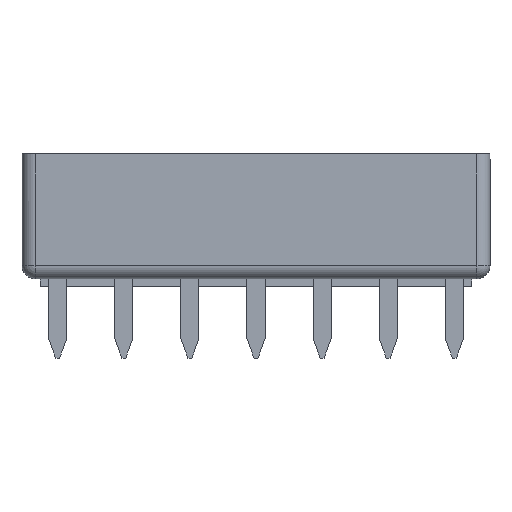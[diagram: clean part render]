
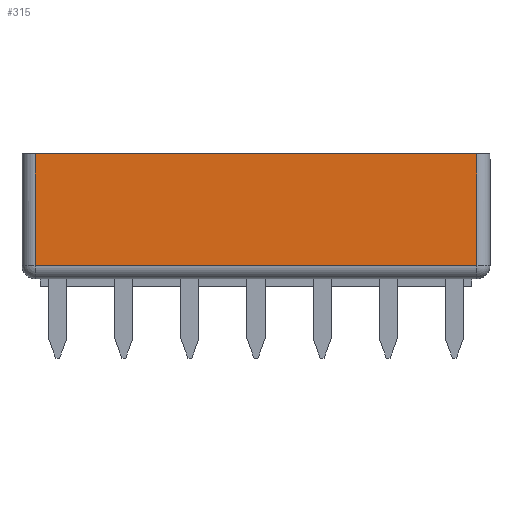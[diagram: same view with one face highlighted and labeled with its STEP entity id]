
A CAD part, front view. The second image highlights one B-rep face of the part: STEP entity #315.
In plain terms, the highlighted planar face has unit normal (0, -1, 0).
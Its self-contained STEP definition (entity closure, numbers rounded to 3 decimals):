
#315=ADVANCED_FACE('',(#7990),#7992,.T.);
#7990=FACE_BOUND('',#7991,.T.);
#7991=EDGE_LOOP('',(#14056,#14057,#14058,#14059));
#7992=PLANE('',#7993);
#7993=AXIS2_PLACEMENT_3D('',#7994,#7995,#7996);
#7994=CARTESIAN_POINT('',(16.61,-1.19,0.3));
#7995=DIRECTION('',(0.,-1.,0.));
#7996=DIRECTION('',(0.,0.,1.));
#14056=ORIENTED_EDGE('',*,*,#17825,.T.);
#14057=ORIENTED_EDGE('',*,*,#17826,.T.);
#14058=ORIENTED_EDGE('',*,*,#17827,.F.);
#14059=ORIENTED_EDGE('',*,*,#17828,.F.);
#17825=EDGE_CURVE('',#19846,#19847,#19848,.T.);
#17826=EDGE_CURVE('',#19847,#19849,#19850,.T.);
#17827=EDGE_CURVE('',#19851,#19849,#19852,.T.);
#17828=EDGE_CURVE('',#19846,#19851,#19853,.T.);
#19846=VERTEX_POINT('',#23114);
#19847=VERTEX_POINT('',#23115);
#19848=LINE('',#23116,#23117);
#19849=VERTEX_POINT('',#23119);
#19850=LINE('',#23120,#23121);
#19851=VERTEX_POINT('',#23123);
#19852=LINE('',#23124,#23125);
#19853=LINE('',#23127,#23128);
#23114=CARTESIAN_POINT('',(16.11,-1.19,0.8));
#23115=CARTESIAN_POINT('',(16.11,-1.19,5.1));
#23116=CARTESIAN_POINT('',(16.11,-1.19,0.8));
#23117=VECTOR('',#23118,1.);
#23118=DIRECTION('',(0.,0.,1.));
#23119=CARTESIAN_POINT('',(-0.87,-1.19,5.1));
#23120=CARTESIAN_POINT('',(16.11,-1.19,5.1));
#23121=VECTOR('',#23122,1.);
#23122=DIRECTION('',(-1.,0.,0.));
#23123=CARTESIAN_POINT('',(-0.87,-1.19,0.8));
#23124=CARTESIAN_POINT('',(-0.87,-1.19,0.8));
#23125=VECTOR('',#23126,1.);
#23126=DIRECTION('',(0.,0.,1.));
#23127=CARTESIAN_POINT('',(16.11,-1.19,0.8));
#23128=VECTOR('',#23129,1.);
#23129=DIRECTION('',(-1.,0.,0.));
